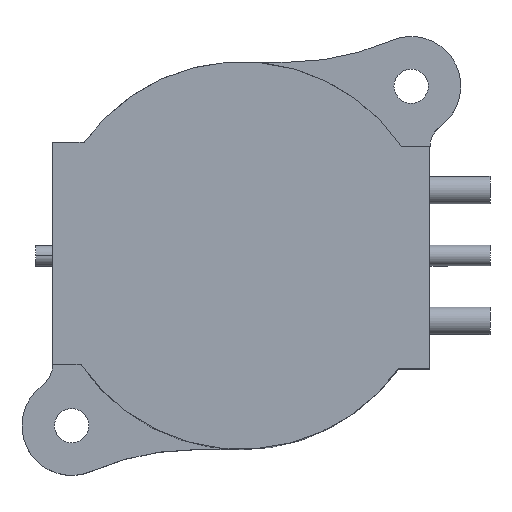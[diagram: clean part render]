
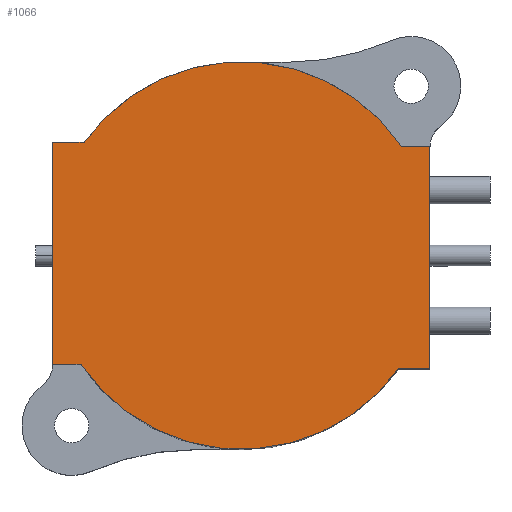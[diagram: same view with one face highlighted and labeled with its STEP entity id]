
A CAD part, top view. The second image highlights one B-rep face of the part: STEP entity #1066.
In plain terms, the highlighted planar face has unit normal (0, 0, 1).
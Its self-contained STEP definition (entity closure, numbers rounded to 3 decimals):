
#165=CARTESIAN_POINT('',(0.,0.,18.8));
#166=DIRECTION('',(0.,0.,1.));
#167=DIRECTION('',(-0.827,-0.562,0.));
#168=AXIS2_PLACEMENT_3D('',#165,#166,#167);
#170=DIRECTION('',(0.,-1.,0.));
#171=VECTOR('',#170,12.95);
#172=CARTESIAN_POINT('',(-11.,6.6,18.8));
#173=LINE('',#172,#171);
#174=DIRECTION('',(-1.,0.,0.));
#175=VECTOR('',#174,1.828);
#176=CARTESIAN_POINT('',(-9.172,6.6,18.8));
#177=LINE('',#176,#175);
#178=DIRECTION('',(-1.,0.,0.));
#179=VECTOR('',#178,1.653);
#180=CARTESIAN_POINT('',(11.,6.35,18.8));
#181=LINE('',#180,#179);
#182=DIRECTION('',(0.,1.,0.));
#183=VECTOR('',#182,12.95);
#184=CARTESIAN_POINT('',(11.,-6.6,18.8));
#185=LINE('',#184,#183);
#186=DIRECTION('',(1.,0.,0.));
#187=VECTOR('',#186,1.828);
#188=CARTESIAN_POINT('',(9.172,-6.6,18.8));
#189=LINE('',#188,#187);
#190=DIRECTION('',(1.,0.,0.));
#191=VECTOR('',#190,1.653);
#192=CARTESIAN_POINT('',(-11.,-6.35,18.8));
#193=LINE('',#192,#191);
#251=CARTESIAN_POINT('',(0.,0.,18.8));
#252=DIRECTION('',(0.,0.,1.));
#253=DIRECTION('',(0.827,0.562,0.));
#254=AXIS2_PLACEMENT_3D('',#251,#252,#253);
#758=CARTESIAN_POINT('',(-9.172,6.6,18.8));
#759=CARTESIAN_POINT('',(-11.,6.6,18.8));
#760=VERTEX_POINT('',#758);
#761=VERTEX_POINT('',#759);
#768=CARTESIAN_POINT('',(9.172,-6.6,18.8));
#769=CARTESIAN_POINT('',(11.,-6.6,18.8));
#770=VERTEX_POINT('',#768);
#771=VERTEX_POINT('',#769);
#828=CARTESIAN_POINT('',(-11.,-6.35,18.8));
#829=VERTEX_POINT('',#828);
#830=CARTESIAN_POINT('',(11.,6.35,18.8));
#831=VERTEX_POINT('',#830);
#832=CARTESIAN_POINT('',(9.347,6.35,18.8));
#833=VERTEX_POINT('',#832);
#834=CARTESIAN_POINT('',(-9.347,-6.35,18.8));
#835=VERTEX_POINT('',#834);
#1045=CARTESIAN_POINT('',(0.,0.,18.8));
#1046=DIRECTION('',(0.,0.,1.));
#1047=DIRECTION('',(1.,0.,0.));
#1048=AXIS2_PLACEMENT_3D('',#1045,#1046,#1047);
#1049=PLANE('',#1048);
#1051=ORIENTED_EDGE('',*,*,#1050,.F.);
#1053=ORIENTED_EDGE('',*,*,#1052,.F.);
#1055=ORIENTED_EDGE('',*,*,#1054,.F.);
#1057=ORIENTED_EDGE('',*,*,#1056,.F.);
#1059=ORIENTED_EDGE('',*,*,#1058,.F.);
#1061=ORIENTED_EDGE('',*,*,#1060,.F.);
#1062=ORIENTED_EDGE('',*,*,#1023,.F.);
#1063=ORIENTED_EDGE('',*,*,#1036,.F.);
#1064=EDGE_LOOP('',(#1051,#1053,#1055,#1057,#1059,#1061,#1062,#1063));
#1065=FACE_OUTER_BOUND('',#1064,.F.);
#1066=ADVANCED_FACE('',(#1065),#1049,.T.);
#169=CIRCLE('',#168,11.3);
#255=CIRCLE('',#254,11.3);
#1023=EDGE_CURVE('',#835,#770,#169,.T.);
#1036=EDGE_CURVE('',#829,#835,#193,.T.);
#1050=EDGE_CURVE('',#761,#829,#173,.T.);
#1052=EDGE_CURVE('',#760,#761,#177,.T.);
#1054=EDGE_CURVE('',#833,#760,#255,.T.);
#1056=EDGE_CURVE('',#831,#833,#181,.T.);
#1058=EDGE_CURVE('',#771,#831,#185,.T.);
#1060=EDGE_CURVE('',#770,#771,#189,.T.);
